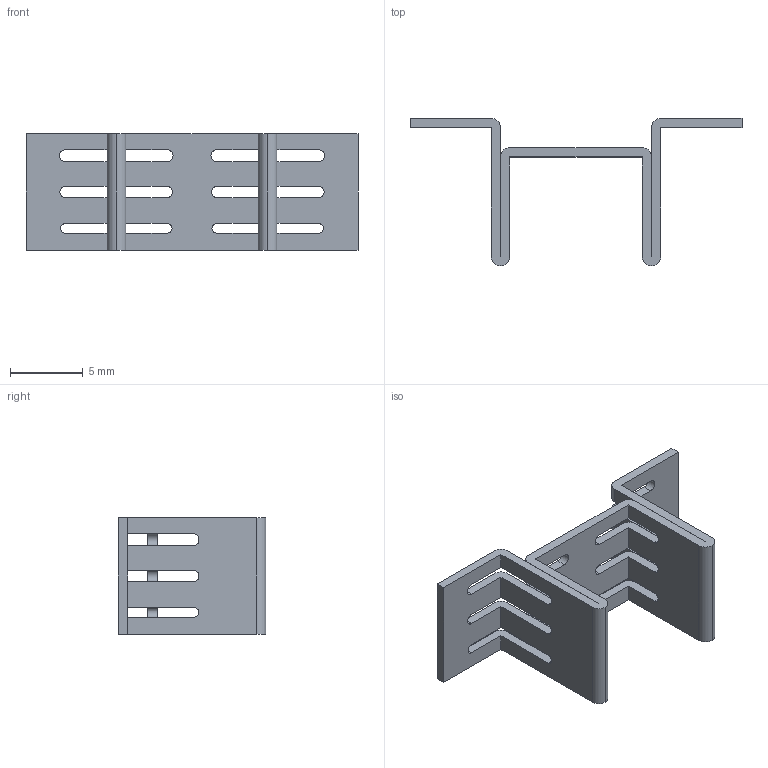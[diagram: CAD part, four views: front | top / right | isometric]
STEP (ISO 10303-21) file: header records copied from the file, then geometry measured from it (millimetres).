
FILE_DESCRIPTION (( 'STEP AP214' ), '1' );
FILE_NAME ('573100D00010G.STEP', '2023-04-26T07:36:13', ( '' ), ( '' ), 'SwSTEP 2.0', 'SolidWorks 2019', '' );
FILE_SCHEMA (( 'AUTOMOTIVE_DESIGN' ));
Length unit declared in the file: millimetre
Products named in the file (1): 573100D00010G
Bounding box: 22.86 x 10.15 x 8 mm (x, y, z)
Volume: 240.6 mm3; surface area: 960.8 mm2
Topology: 1 solids, 1 shells, 134 faces, 468 edges, 312 vertices
Faces by surface type: cylinder 76, plane 58
Entity records: 5166 total; most frequent: ORIENTED_EDGE 936, CARTESIAN_POINT 915, DIRECTION 890, EDGE_CURVE 468, VECTOR 316, LINE 316, VERTEX_POINT 312, AXIS2_PLACEMENT_3D 287
